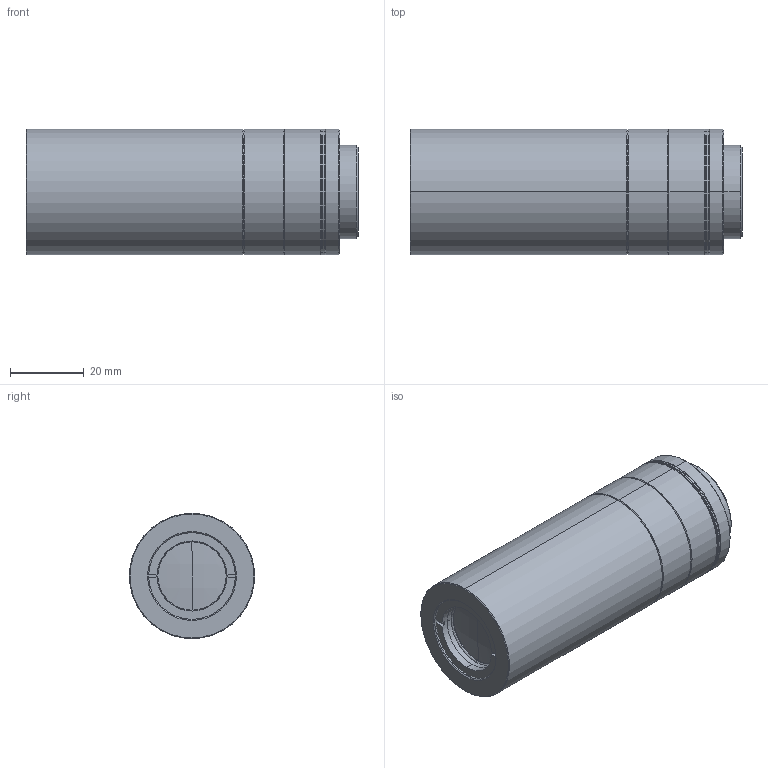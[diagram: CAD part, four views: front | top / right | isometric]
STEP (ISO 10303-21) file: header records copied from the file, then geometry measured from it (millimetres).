
FILE_DESCRIPTION (( 'STEP AP214' ), '1' );
FILE_NAME ('TTL9.5-11.5-25C.STEP', '2023-05-12T03:30:30', ( '' ), ( '' ), 'SwSTEP 2.0', 'SolidWorks 2022', '' );
FILE_SCHEMA (( 'AUTOMOTIVE_DESIGN' ));
Length unit declared in the file: millimetre
Products named in the file (1): TTL9.5-11.5-25C
Bounding box: 90.05 x 34 x 34 mm (x, y, z)
Volume: 65954.4 mm3; surface area: 32690 mm2
Topology: 22 solids, 22 shells, 335 faces, 717 edges, 446 vertices
Faces by surface type: cylinder 126, cone 92, plane 80, bspline 37
Entity records: 14461 total; most frequent: CARTESIAN_POINT 3066, DIRECTION 1702, ORIENTED_EDGE 1434, AXIS2_PLACEMENT_3D 720, EDGE_CURVE 717, VERTEX_POINT 446, CIRCLE 421, EDGE_LOOP 391
